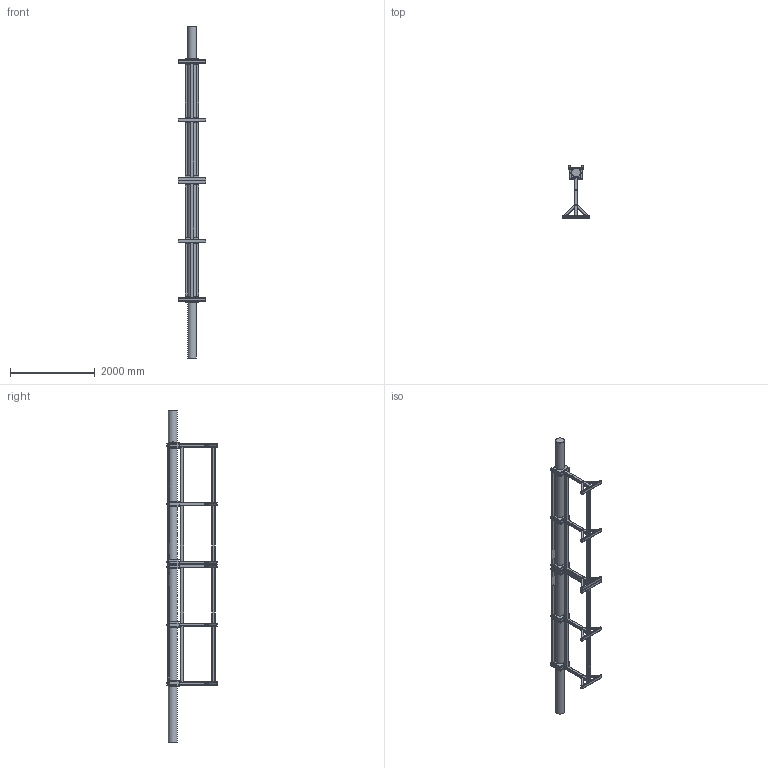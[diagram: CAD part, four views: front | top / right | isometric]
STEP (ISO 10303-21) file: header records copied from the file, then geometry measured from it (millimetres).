
FILE_DESCRIPTION(('FreeCAD Model'),'2;1');
FILE_NAME('Open CASCADE Shape Model','2025-05-01T19:10:05',('FreeCAD'),( 'FreeCAD'),'Open CASCADE STEP processor 7.6','FreeCAD','Unknown');
FILE_SCHEMA(('AUTOMOTIVE_DESIGN { 1 0 10303 214 1 1 1 1 }'));
Products named in the file (1): Open CASCADE STEP translator 7.6 1
Bounding box: 651.52 x 1218.35 x 7818.28 mm (x, y, z)
Volume: 349530686.2 mm3; surface area: 26316158.9 mm2
Topology: 109 solids, 109 shells, 1691 faces, 4407 edges, 2934 vertices
Faces by surface type: bspline 1691
Entity records: 48201 total; most frequent: CARTESIAN_POINT 22397, ORIENTED_EDGE 8814, EDGE_CURVE 4407, B_SPLINE_CURVE_WITH_KNOTS 2953, VERTEX_POINT 2934, FACE_BOUND 1895, EDGE_LOOP 1895, ADVANCED_FACE 1691
